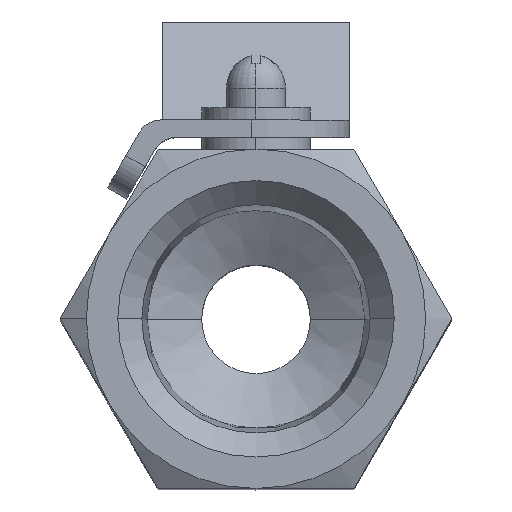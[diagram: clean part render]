
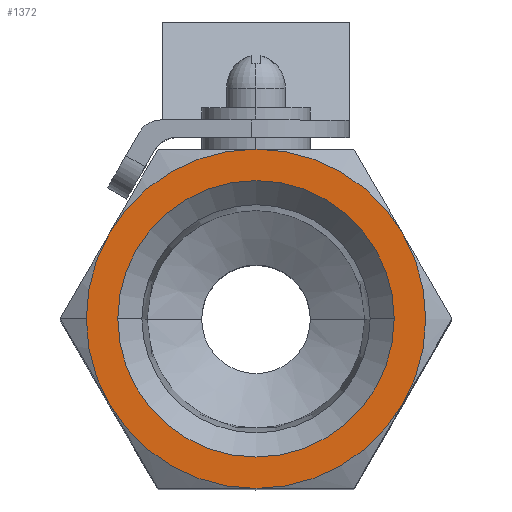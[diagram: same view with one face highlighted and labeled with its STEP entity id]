
A CAD part, top view. The second image highlights one B-rep face of the part: STEP entity #1372.
In plain terms, the highlighted planar face has unit normal (0, 0, 1).
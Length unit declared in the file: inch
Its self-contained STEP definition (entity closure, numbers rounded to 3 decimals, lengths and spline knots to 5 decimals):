
#20 = EDGE_CURVE ( 'NONE', #1185, #1140, #3570, .T. ) ;
#46 = VERTEX_POINT ( 'NONE', #2675 ) ;
#66 = EDGE_CURVE ( 'NONE', #2671, #1140, #1330, .T. ) ;
#111 = ORIENTED_EDGE ( 'NONE', *, *, #20, .F. ) ;
#124 = CIRCLE ( 'NONE', #1694, 0.34375 ) ;
#159 = CARTESIAN_POINT ( 'NONE',  ( 0.2977, -0.17188, 0.875 ) ) ;
#177 = CARTESIAN_POINT ( 'NONE',  ( 0., -0.34375, 0.875 ) ) ;
#187 = AXIS2_PLACEMENT_3D ( 'NONE', #743, #1287, #3529 ) ;
#219 = VERTEX_POINT ( 'NONE', #3226 ) ;
#287 = CARTESIAN_POINT ( 'NONE',  ( 0., 0., 0.875 ) ) ;
#328 = EDGE_CURVE ( 'NONE', #965, #347, #1149, .T. ) ;
#343 = DIRECTION ( 'NONE',  ( 0., 0., -1. ) ) ;
#347 = VERTEX_POINT ( 'NONE', #3602 ) ;
#395 = CIRCLE ( 'NONE', #2912, 0.28 ) ;
#499 = CARTESIAN_POINT ( 'NONE',  ( 0., 0., 0.875 ) ) ;
#517 = EDGE_CURVE ( 'NONE', #46, #1143, #891, .T. ) ;
#521 = EDGE_CURVE ( 'NONE', #1143, #1185, #124, .T. ) ;
#593 = ORIENTED_EDGE ( 'NONE', *, *, #517, .F. ) ;
#614 = EDGE_LOOP ( 'NONE', ( #2534, #715, #1062, #2337, #111, #3642, #593 ) ) ;
#674 = CARTESIAN_POINT ( 'NONE',  ( -0.2977, 0.17188, 0.875 ) ) ;
#715 = ORIENTED_EDGE ( 'NONE', *, *, #1480, .T. ) ;
#721 = CARTESIAN_POINT ( 'NONE',  ( 0., 0., 0.875 ) ) ;
#743 = CARTESIAN_POINT ( 'NONE',  ( 0., 0., 0.875 ) ) ;
#745 = DIRECTION ( 'NONE',  ( -1., 0., 0. ) ) ;
#891 = CIRCLE ( 'NONE', #187, 0.34375 ) ;
#911 = DIRECTION ( 'NONE',  ( 0., 0., 1. ) ) ;
#914 = DIRECTION ( 'NONE',  ( -1., 0., 0. ) ) ;
#965 = VERTEX_POINT ( 'NONE', #1806 ) ;
#1024 = CARTESIAN_POINT ( 'NONE',  ( 0., 0., 0.875 ) ) ;
#1035 = CARTESIAN_POINT ( 'NONE',  ( 0., 0., 0.875 ) ) ;
#1062 = ORIENTED_EDGE ( 'NONE', *, *, #1626, .T. ) ;
#1140 = VERTEX_POINT ( 'NONE', #1837 ) ;
#1143 = VERTEX_POINT ( 'NONE', #159 ) ;
#1149 = CIRCLE ( 'NONE', #2837, 0.28 ) ;
#1185 = VERTEX_POINT ( 'NONE', #177 ) ;
#1223 = FACE_BOUND ( 'NONE', #2104, .T. ) ;
#1280 = DIRECTION ( 'NONE',  ( 1., 0., 0. ) ) ;
#1287 = DIRECTION ( 'NONE',  ( 0., 0., -1. ) ) ;
#1290 = DIRECTION ( 'NONE',  ( 0., 0., 1. ) ) ;
#1313 = DIRECTION ( 'NONE',  ( -1., 0., 0. ) ) ;
#1330 = CIRCLE ( 'NONE', #3284, 0.34375 ) ;
#1372 = ADVANCED_FACE ( 'NONE', ( #1223, #2556 ), #2988, .T. ) ;
#1412 = AXIS2_PLACEMENT_3D ( 'NONE', #2310, #911, #1745 ) ;
#1477 = AXIS2_PLACEMENT_3D ( 'NONE', #287, #3359, #3643 ) ;
#1480 = EDGE_CURVE ( 'NONE', #219, #2902, #1845, .T. ) ;
#1626 = EDGE_CURVE ( 'NONE', #2902, #2671, #2293, .T. ) ;
#1694 = AXIS2_PLACEMENT_3D ( 'NONE', #1024, #343, #914 ) ;
#1745 = DIRECTION ( 'NONE',  ( -1., 0., 0. ) ) ;
#1748 = ORIENTED_EDGE ( 'NONE', *, *, #1833, .T. ) ;
#1773 = AXIS2_PLACEMENT_3D ( 'NONE', #499, #3530, #1856 ) ;
#1806 = CARTESIAN_POINT ( 'NONE',  ( 0.28, 0., 0.875 ) ) ;
#1833 = EDGE_CURVE ( 'NONE', #347, #965, #395, .T. ) ;
#1837 = CARTESIAN_POINT ( 'NONE',  ( -0.2977, -0.17188, 0.875 ) ) ;
#1845 = CIRCLE ( 'NONE', #1477, 0.34375 ) ;
#1856 = DIRECTION ( 'NONE',  ( 1., 0., 0. ) ) ;
#1898 = CARTESIAN_POINT ( 'NONE',  ( -0.34375, 0., 0.875 ) ) ;
#2104 = EDGE_LOOP ( 'NONE', ( #3234, #1748 ) ) ;
#2293 = CIRCLE ( 'NONE', #1412, 0.34375 ) ;
#2310 = CARTESIAN_POINT ( 'NONE',  ( 0., 0., 0.875 ) ) ;
#2327 = CARTESIAN_POINT ( 'NONE',  ( 0., 0., 0.875 ) ) ;
#2337 = ORIENTED_EDGE ( 'NONE', *, *, #66, .T. ) ;
#2449 = CARTESIAN_POINT ( 'NONE',  ( 0., 0., 0.875 ) ) ;
#2470 = AXIS2_PLACEMENT_3D ( 'NONE', #2327, #2615, #2594 ) ;
#2534 = ORIENTED_EDGE ( 'NONE', *, *, #3191, .T. ) ;
#2556 = FACE_OUTER_BOUND ( 'NONE', #614, .T. ) ;
#2594 = DIRECTION ( 'NONE',  ( -1., 0., 0. ) ) ;
#2615 = DIRECTION ( 'NONE',  ( 0., 0., 1. ) ) ;
#2671 = VERTEX_POINT ( 'NONE', #1898 ) ;
#2675 = CARTESIAN_POINT ( 'NONE',  ( 0.2977, 0.17188, 0.875 ) ) ;
#2753 = DIRECTION ( 'NONE',  ( 0., 0., -1. ) ) ;
#2837 = AXIS2_PLACEMENT_3D ( 'NONE', #2449, #2753, #1280 ) ;
#2902 = VERTEX_POINT ( 'NONE', #674 ) ;
#2912 = AXIS2_PLACEMENT_3D ( 'NONE', #3500, #3193, #2944 ) ;
#2944 = DIRECTION ( 'NONE',  ( 1., 0., 0. ) ) ;
#2959 = DIRECTION ( 'NONE',  ( 0., 0., -1. ) ) ;
#2988 = PLANE ( 'NONE',  #1773 ) ;
#3191 = EDGE_CURVE ( 'NONE', #46, #219, #3521, .T. ) ;
#3193 = DIRECTION ( 'NONE',  ( 0., 0., -1. ) ) ;
#3226 = CARTESIAN_POINT ( 'NONE',  ( 0., 0.34375, 0.875 ) ) ;
#3234 = ORIENTED_EDGE ( 'NONE', *, *, #328, .T. ) ;
#3284 = AXIS2_PLACEMENT_3D ( 'NONE', #1035, #1290, #1313 ) ;
#3359 = DIRECTION ( 'NONE',  ( 0., 0., 1. ) ) ;
#3500 = CARTESIAN_POINT ( 'NONE',  ( 0., 0., 0.875 ) ) ;
#3521 = CIRCLE ( 'NONE', #2470, 0.34375 ) ;
#3529 = DIRECTION ( 'NONE',  ( -1., 0., 0. ) ) ;
#3530 = DIRECTION ( 'NONE',  ( 0., 0., 1. ) ) ;
#3542 = AXIS2_PLACEMENT_3D ( 'NONE', #721, #2959, #745 ) ;
#3570 = CIRCLE ( 'NONE', #3542, 0.34375 ) ;
#3602 = CARTESIAN_POINT ( 'NONE',  ( -0.28, 0., 0.875 ) ) ;
#3642 = ORIENTED_EDGE ( 'NONE', *, *, #521, .F. ) ;
#3643 = DIRECTION ( 'NONE',  ( -1., 0., 0. ) ) ;
